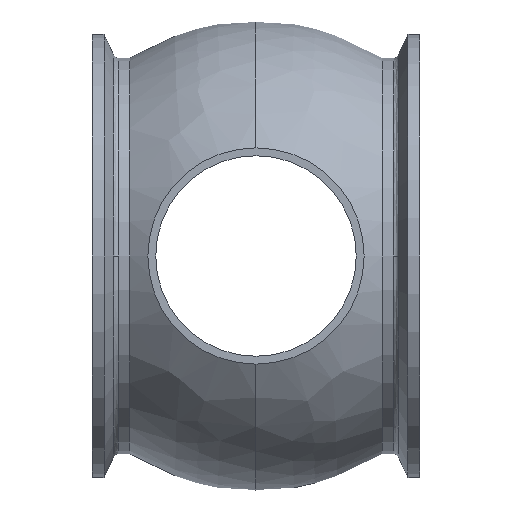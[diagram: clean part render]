
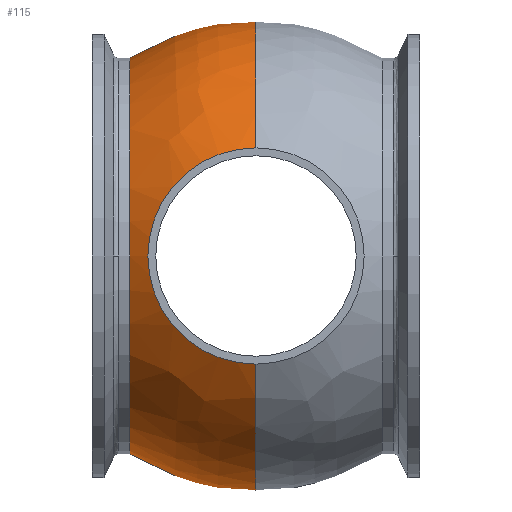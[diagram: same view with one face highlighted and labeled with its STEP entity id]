
A CAD part, front view. The second image highlights one B-rep face of the part: STEP entity #115.
In plain terms, the highlighted free-form (B-spline) face has degree [3, 3] with [4, 4] control points.
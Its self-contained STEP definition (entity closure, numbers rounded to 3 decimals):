
#115 = ADVANCED_FACE ( 'NONE', ( #1107, #1048 ), #1046, .T. ) ;
#116 = ORIENTED_EDGE ( 'NONE', *, *, #117, .F. ) ;
#117 = EDGE_CURVE ( 'NONE', #118, #119, #1045, .T. ) ;
#118 = VERTEX_POINT ( 'NONE', #1072 ) ;
#119 = VERTEX_POINT ( 'NONE', #1071 ) ;
#120 = ORIENTED_EDGE ( 'NONE', *, *, #121, .F. ) ;
#121 = EDGE_CURVE ( 'NONE', #119, #118, #1070, .T. ) ;
#122 = EDGE_LOOP ( 'NONE', ( #123, #127, #130, #184 ) ) ;
#123 = ORIENTED_EDGE ( 'NONE', *, *, #124, .F. ) ;
#124 = EDGE_CURVE ( 'NONE', #125, #126, #1065, .T. ) ;
#125 = VERTEX_POINT ( 'NONE', #1060 ) ;
#126 = VERTEX_POINT ( 'NONE', #1059 ) ;
#127 = ORIENTED_EDGE ( 'NONE', *, *, #128, .T. ) ;
#128 = EDGE_CURVE ( 'NONE', #125, #129, #1056, .T. ) ;
#129 = VERTEX_POINT ( 'NONE', #1367 ) ;
#130 = ORIENTED_EDGE ( 'NONE', *, *, #131, .T. ) ;
#131 = EDGE_CURVE ( 'NONE', #129, #132, #1331, .T. ) ;
#132 = VERTEX_POINT ( 'NONE', #1431 ) ;
#183 = EDGE_LOOP ( 'NONE', ( #116, #120 ) ) ;
#184 = ORIENTED_EDGE ( 'NONE', *, *, #185, .F. ) ;
#185 = EDGE_CURVE ( 'NONE', #126, #132, #1332, .T. ) ;
#835 = AXIS2_PLACEMENT_3D ( 'NONE', #1452, #1451, #1368 ) ;
#1026 = CARTESIAN_POINT ( 'NONE',  ( 67.39, -39.497, 20.5 ) ) ;
#1027 = CARTESIAN_POINT ( 'NONE',  ( 26.39, -39.497, 20.5 ) ) ;
#1028 = CARTESIAN_POINT ( 'NONE',  ( 26.39, -39.497, -20.5 ) ) ;
#1029 = CARTESIAN_POINT ( 'NONE',  ( 67.39, -39.497, -20.5 ) ) ;
#1030 = CARTESIAN_POINT ( 'NONE',  ( 67.39, -20.557, 56.991 ) ) ;
#1031 = CARTESIAN_POINT ( 'NONE',  ( -46.592, -20.557, 56.991 ) ) ;
#1032 = CARTESIAN_POINT ( 'NONE',  ( -46.592, -20.557, -56.991 ) ) ;
#1033 = CARTESIAN_POINT ( 'NONE',  ( 67.39, -20.557, -56.991 ) ) ;
#1034 = CARTESIAN_POINT ( 'NONE',  ( 67.39, 20.557, 56.991 ) ) ;
#1035 = CARTESIAN_POINT ( 'NONE',  ( -46.592, 20.557, 56.991 ) ) ;
#1036 = CARTESIAN_POINT ( 'NONE',  ( -46.592, 20.557, -56.991 ) ) ;
#1037 = CARTESIAN_POINT ( 'NONE',  ( 67.39, 20.557, -56.991 ) ) ;
#1038 = CARTESIAN_POINT ( 'NONE',  ( 67.39, 39.497, 20.5 ) ) ;
#1039 = CARTESIAN_POINT ( 'NONE',  ( 26.39, 39.497, 20.5 ) ) ;
#1040 = CARTESIAN_POINT ( 'NONE',  ( 26.39, 39.497, -20.5 ) ) ;
#1041 = CARTESIAN_POINT ( 'NONE',  ( 67.39, 39.497, -20.5 ) ) ;
#1042 = DIRECTION ( 'NONE',  ( -1., 0., 0. ) ) ;
#1043 = DIRECTION ( 'NONE',  ( 0., 0., 1. ) ) ;
#1044 = AXIS2_PLACEMENT_3D ( 'NONE', #1047, #1042, #1043 ) ;
#1045 = CIRCLE ( 'NONE', #1044, 37.5 ) ;
#1046 =( BOUNDED_SURFACE ( )  B_SPLINE_SURFACE ( 3, 3, ( 
 ( #1041, #1040, #1039, #1038 ),
 ( #1037, #1036, #1035, #1034 ),
 ( #1033, #1032, #1031, #1030 ),
 ( #1029, #1028, #1027, #1026 ) ),
 .UNSPECIFIED., .F., .F., .F. ) 
 B_SPLINE_SURFACE_WITH_KNOTS ( ( 4, 4 ),
 ( 4, 4 ),
 ( 0., 1. ),
 ( 0., 1. ),
 .UNSPECIFIED. ) 
 GEOMETRIC_REPRESENTATION_ITEM ( )  RATIONAL_B_SPLINE_SURFACE ( (
 ( 1., 0.333, 0.333, 1.),
 ( 0.64, 0.213, 0.213, 0.64),
 ( 0.64, 0.213, 0.213, 0.64),
 ( 1., 0.333, 0.333, 1.) ) ) 
 REPRESENTATION_ITEM ( '' )  SURFACE ( )  );
#1047 = CARTESIAN_POINT ( 'NONE',  ( 43.432, 0., 0. ) ) ;
#1048 = FACE_OUTER_BOUND ( 'NONE', #122, .T. ) ;
#1056 = CIRCLE ( 'NONE', #835, 44.5 ) ;
#1057 = DIRECTION ( 'NONE',  ( 1., 0., 0. ) ) ;
#1058 = CARTESIAN_POINT ( 'NONE',  ( 67.39, 0., 0. ) ) ;
#1059 = CARTESIAN_POINT ( 'NONE',  ( 67.39, 39.497, 20.5 ) ) ;
#1060 = CARTESIAN_POINT ( 'NONE',  ( 67.39, 39.497, -20.5 ) ) ;
#1061 = DIRECTION ( 'NONE',  ( 0., 0., -1. ) ) ;
#1062 = DIRECTION ( 'NONE',  ( 0., 1., 0. ) ) ;
#1063 = CARTESIAN_POINT ( 'NONE',  ( 67.39, 39.497, 0. ) ) ;
#1064 = AXIS2_PLACEMENT_3D ( 'NONE', #1063, #1062, #1061 ) ;
#1065 = CIRCLE ( 'NONE', #1064, 20.5 ) ;
#1066 = DIRECTION ( 'NONE',  ( 0., 0., 1. ) ) ;
#1067 = DIRECTION ( 'NONE',  ( -1., 0., 0. ) ) ;
#1068 = CARTESIAN_POINT ( 'NONE',  ( 43.432, 0., 0. ) ) ;
#1069 = AXIS2_PLACEMENT_3D ( 'NONE', #1068, #1067, #1066 ) ;
#1070 = CIRCLE ( 'NONE', #1069, 37.5 ) ;
#1071 = CARTESIAN_POINT ( 'NONE',  ( 43.432, 0., -37.5 ) ) ;
#1072 = CARTESIAN_POINT ( 'NONE',  ( 43.432, 0., 37.5 ) ) ;
#1107 = FACE_BOUND ( 'NONE', #183, .T. ) ;
#1255 = AXIS2_PLACEMENT_3D ( 'NONE', #1058, #1057, #1559 ) ;
#1328 = DIRECTION ( 'NONE',  ( 0., 1., 0. ) ) ;
#1329 = CARTESIAN_POINT ( 'NONE',  ( 67.39, -39.497, 0. ) ) ;
#1330 = AXIS2_PLACEMENT_3D ( 'NONE', #1329, #1328, #1432 ) ;
#1331 = CIRCLE ( 'NONE', #1330, 20.5 ) ;
#1332 = CIRCLE ( 'NONE', #1255, 44.5 ) ;
#1367 = CARTESIAN_POINT ( 'NONE',  ( 67.39, -39.497, -20.5 ) ) ;
#1368 = DIRECTION ( 'NONE',  ( 0., 1., 0. ) ) ;
#1431 = CARTESIAN_POINT ( 'NONE',  ( 67.39, -39.497, 20.5 ) ) ;
#1432 = DIRECTION ( 'NONE',  ( 0., 0., 1. ) ) ;
#1451 = DIRECTION ( 'NONE',  ( -1., 0., 0. ) ) ;
#1452 = CARTESIAN_POINT ( 'NONE',  ( 67.39, 0., 0. ) ) ;
#1559 = DIRECTION ( 'NONE',  ( 0., 1., 0. ) ) ;
